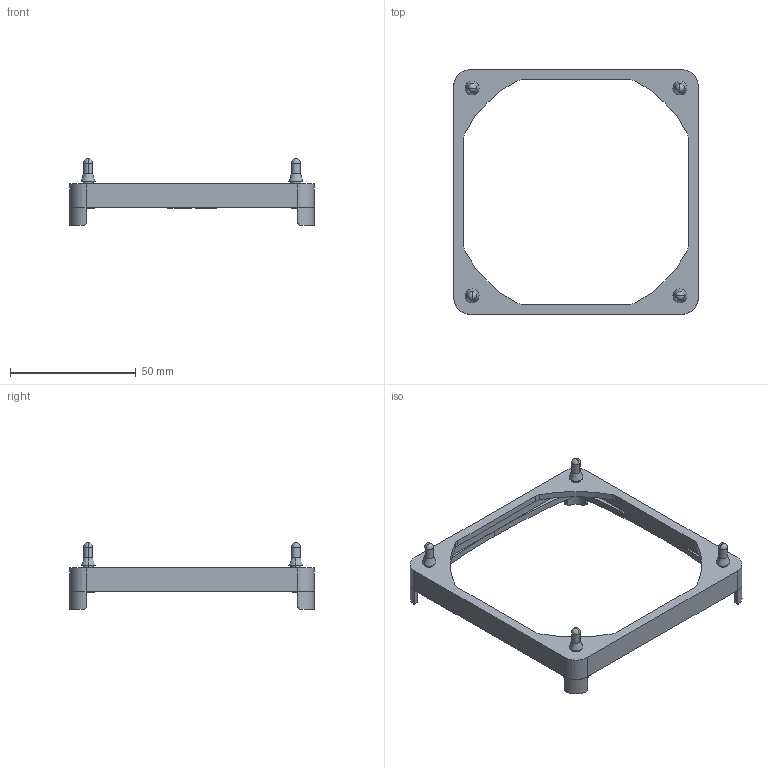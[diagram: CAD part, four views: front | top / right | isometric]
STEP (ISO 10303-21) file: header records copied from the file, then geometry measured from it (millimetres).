
FILE_DESCRIPTION((''),'2;1');
FILE_NAME('SLM-92-40-10.stp','2005-12-08T01:08:50',(''),(''),'Mechanical Desktop.R8.0.24.0','Mechanical Desktop.R8.0.24.0',', , ');
FILE_SCHEMA(('CONFIG_CONTROL_DESIGN'));
Length unit declared in the file: millimetre
Products named in the file (2): SLM-92-40-10 OVA; SLM-92-40-10 OV
Assembly tree (1 placements, depth 2):
  SLM-92-40-10 OVA
    SLM-92-40-10 OV
Bounding box: 97 x 97 x 26.5 mm (x, y, z)
Volume: 13769.6 mm3; surface area: 13092.3 mm2
Topology: 1 solids, 1 shells, 1288 faces, 3629 edges, 2386 vertices
Faces by surface type: bspline 856, plane 288, cylinder 108, sphere 24, cone 8, torus 4
Entity records: 47993 total; most frequent: CARTESIAN_POINT 20572, ORIENTED_EDGE 7194, EDGE_CURVE 3597, DIRECTION 2978, VERTEX_POINT 2378, B_SPLINE_CURVE_WITH_KNOTS 1741, VECTOR 1602, LINE 1602
